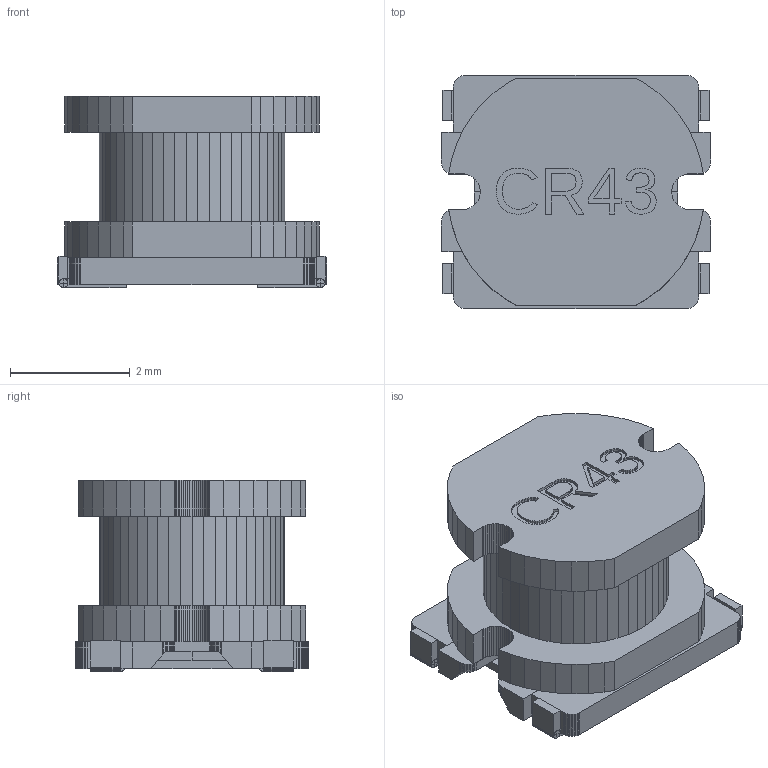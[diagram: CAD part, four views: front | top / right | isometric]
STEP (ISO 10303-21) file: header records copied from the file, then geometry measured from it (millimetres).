
FILE_DESCRIPTION(('FreeCAD Model'),'2;1');
FILE_NAME('difference001_sp.step', '2019-12-11T14:38:04',('kicad StepUp'),('ksu MCAD'), 'Open CASCADE STEP processor 7.3','FreeCAD','Unknown');
FILE_SCHEMA(('AUTOMOTIVE_DESIGN { 1 0 10303 214 1 1 1 1 }'));
Length unit declared in the file: millimetre
Products named in the file (1): difference001_sp
Bounding box: 4.5 x 3.9 x 3.2 mm (x, y, z)
Volume: 34.2 mm3; surface area: 124.1 mm2
Topology: 8 solids, 8 shells, 1032 faces, 3296 edges, 2288 vertices
Faces by surface type: plane 1032
Entity records: 43181 total; most frequent: CARTESIAN_POINT 6617, ORIENTED_EDGE 6592, DIRECTION 5362, EDGE_CURVE 3296, LINE 3296, VECTOR 3296, VERTEX_POINT 2288, FACE_BOUND 1040
